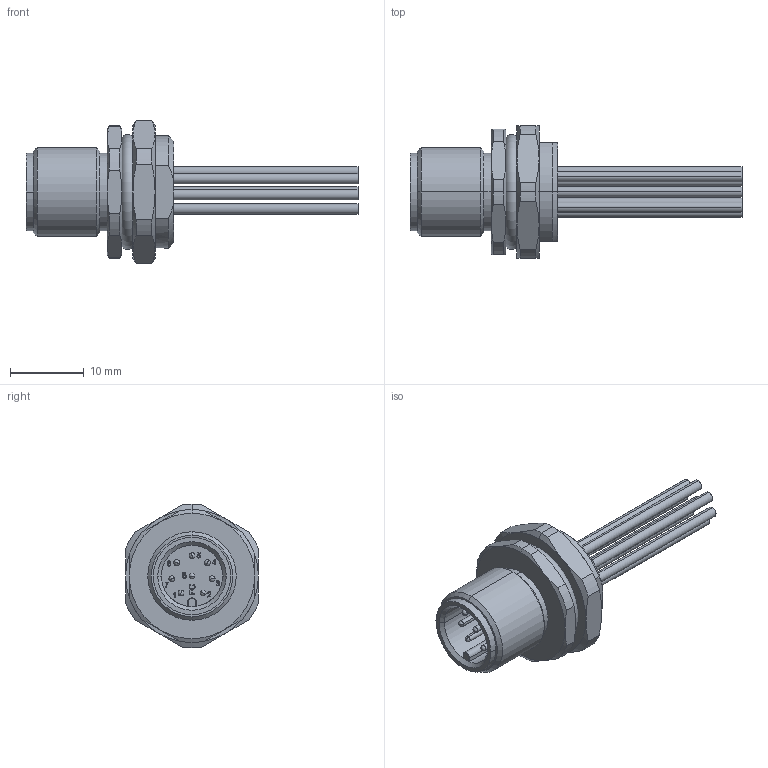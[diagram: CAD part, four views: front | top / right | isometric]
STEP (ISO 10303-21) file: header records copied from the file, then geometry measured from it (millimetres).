
FILE_DESCRIPTION((''),'2;1');
FILE_NAME('237161_SM01_ASM','2024-06-04T09:22:51',('banengservice'),('BANNER ENGINEERING'),'CREO PARAMETRIC BY PTC INC, 2022414','CREO PARAMETRIC BY PTC INC, 2022414','');
FILE_SCHEMA(('CONFIG_CONTROL_DESIGN'));
Length unit declared in the file: millimetre
Products named in the file (2): 237161_EP01; 237161_SM01_ASM
Assembly tree (1 placements, depth 2):
  237161_SM01_ASM
    237161_EP01
Bounding box: 45 x 18 x 19.5 mm (x, y, z)
Volume: 3042.9 mm3; surface area: 2873.8 mm2
Topology: 1 solids, 1 shells, 296 faces, 764 edges, 486 vertices
Faces by surface type: plane 99, extrusion 75, cylinder 64, cone 37, sphere 16, torus 5
Entity records: 9800 total; most frequent: CARTESIAN_POINT 2844, ORIENTED_EDGE 1486, DIRECTION 1266, EDGE_CURVE 743, VERTEX_POINT 486, AXIS2_PLACEMENT_3D 430, VECTOR 406, EDGE_LOOP 333
